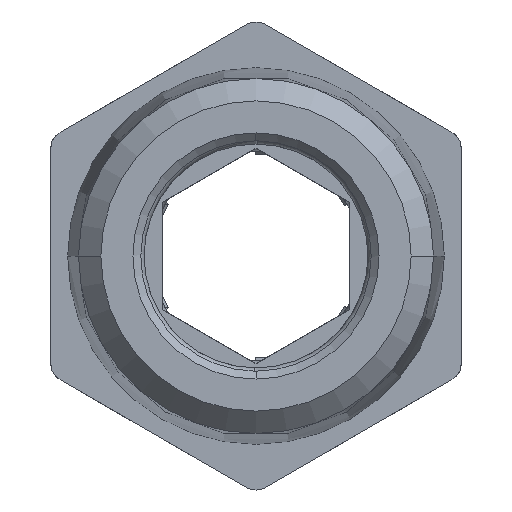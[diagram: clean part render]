
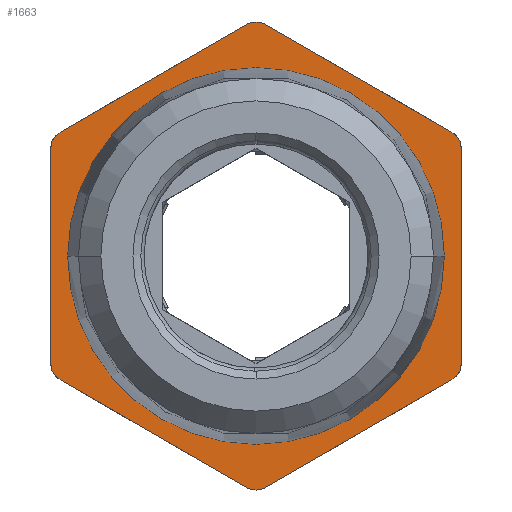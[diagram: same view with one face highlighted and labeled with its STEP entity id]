
A CAD part, front view. The second image highlights one B-rep face of the part: STEP entity #1663.
In plain terms, the highlighted planar face has unit normal (0, -1, 0).
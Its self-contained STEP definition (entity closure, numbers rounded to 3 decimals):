
#1663=ADVANCED_FACE('',(#3592,#3593),#3594,.F.);
#3592=FACE_OUTER_BOUND('',#6969,.T.);
#3593=FACE_BOUND('',#6970,.T.);
#3594=PLANE('',#6971);
#6969=EDGE_LOOP('',(#12343,#12344,#12345,#12346,#12347,#12348,#12349,#12350,#12351,#12352,#12353,#12354));
#6970=EDGE_LOOP('',(#12355,#12356));
#6971=AXIS2_PLACEMENT_3D('',#12357,#12358,#12359);
#12343=ORIENTED_EDGE('',*,*,#15613,.T.);
#12344=ORIENTED_EDGE('',*,*,#14868,.F.);
#12345=ORIENTED_EDGE('',*,*,#15387,.T.);
#12346=ORIENTED_EDGE('',*,*,#16793,.F.);
#12347=ORIENTED_EDGE('',*,*,#16794,.T.);
#12348=ORIENTED_EDGE('',*,*,#16795,.F.);
#12349=ORIENTED_EDGE('',*,*,#16796,.T.);
#12350=ORIENTED_EDGE('',*,*,#15622,.F.);
#12351=ORIENTED_EDGE('',*,*,#15128,.T.);
#12352=ORIENTED_EDGE('',*,*,#16692,.F.);
#12353=ORIENTED_EDGE('',*,*,#16797,.T.);
#12354=ORIENTED_EDGE('',*,*,#14827,.F.);
#12355=ORIENTED_EDGE('',*,*,#16798,.F.);
#12356=ORIENTED_EDGE('',*,*,#16799,.F.);
#12357=CARTESIAN_POINT('',(0.0,0.0,0.0));
#12358=DIRECTION('',(0.0,1.0,0.0));
#12359=DIRECTION('',(1.0,0.0,-0.0));
#14827=EDGE_CURVE('',#17475,#17477,#17478,.T.);
#14868=EDGE_CURVE('',#17548,#17544,#17550,.T.);
#15128=EDGE_CURVE('',#18017,#18018,#18019,.T.);
#15387=EDGE_CURVE('',#17548,#18462,#18463,.T.);
#15613=EDGE_CURVE('',#17475,#17544,#18827,.T.);
#15622=EDGE_CURVE('',#18017,#18841,#18842,.T.);
#16692=EDGE_CURVE('',#20395,#18018,#20397,.T.);
#16793=EDGE_CURVE('',#20523,#18462,#20524,.T.);
#16794=EDGE_CURVE('',#20523,#20525,#20526,.T.);
#16795=EDGE_CURVE('',#20527,#20525,#20528,.T.);
#16796=EDGE_CURVE('',#20527,#18841,#20529,.T.);
#16797=EDGE_CURVE('',#20395,#17477,#20530,.T.);
#16798=EDGE_CURVE('',#20531,#20532,#20533,.T.);
#16799=EDGE_CURVE('',#20532,#20531,#20534,.T.);
#17475=VERTEX_POINT('',#21326);
#17477=VERTEX_POINT('',#21329);
#17478=LINE('',#21330,#21331);
#17544=VERTEX_POINT('',#21431);
#17548=VERTEX_POINT('',#21445);
#17550=LINE('',#21448,#21449);
#18017=VERTEX_POINT('',#22098);
#18018=VERTEX_POINT('',#22099);
#18019=CIRCLE('',#22100,0.5);
#18462=VERTEX_POINT('',#22849);
#18463=CIRCLE('',#22850,0.5);
#18827=CIRCLE('',#23442,0.5);
#18841=VERTEX_POINT('',#23478);
#18842=LINE('',#23479,#23480);
#20395=VERTEX_POINT('',#26244);
#20397=LINE('',#26247,#26248);
#20523=VERTEX_POINT('',#26538);
#20524=LINE('',#26539,#26540);
#20525=VERTEX_POINT('',#26541);
#20526=CIRCLE('',#26542,0.5);
#20527=VERTEX_POINT('',#26543);
#20528=LINE('',#26544,#26545);
#20529=CIRCLE('',#26546,0.5);
#20530=CIRCLE('',#26547,0.5);
#20531=VERTEX_POINT('',#26548);
#20532=VERTEX_POINT('',#26549);
#20533=CIRCLE('',#26550,5.048);
#20534=CIRCLE('',#26551,5.048);
#21326=CARTESIAN_POINT('',(-0.25,0.0,-6.207));
#21329=CARTESIAN_POINT('',(-5.25,0.0,-3.32));
#21330=CARTESIAN_POINT('',(-0.25,0.0,-6.207));
#21331=VECTOR('',#27687,5.774);
#21431=CARTESIAN_POINT('',(0.25,0.0,-6.207));
#21445=CARTESIAN_POINT('',(5.25,0.0,-3.32));
#21448=CARTESIAN_POINT('',(5.25,0.0,-3.32));
#21449=VECTOR('',#27739,5.774);
#22098=CARTESIAN_POINT('',(-5.25,0.0,3.32));
#22099=CARTESIAN_POINT('',(-5.5,0.0,2.887));
#22100=AXIS2_PLACEMENT_3D('',#28060,#28061,#28062);
#22849=CARTESIAN_POINT('',(5.5,0.0,-2.887));
#22850=AXIS2_PLACEMENT_3D('',#28356,#28357,#28358);
#23442=AXIS2_PLACEMENT_3D('',#28634,#28635,#28636);
#23478=CARTESIAN_POINT('',(-0.25,0.0,6.207));
#23479=CARTESIAN_POINT('',(-5.25,0.0,3.32));
#23480=VECTOR('',#28641,5.774);
#26244=CARTESIAN_POINT('',(-5.5,0.0,-2.887));
#26247=CARTESIAN_POINT('',(-5.5,0.0,-2.887));
#26248=VECTOR('',#29881,5.774);
#26538=CARTESIAN_POINT('',(5.5,0.0,2.887));
#26539=CARTESIAN_POINT('',(5.5,0.0,2.887));
#26540=VECTOR('',#29963,5.774);
#26541=CARTESIAN_POINT('',(5.25,0.0,3.32));
#26542=AXIS2_PLACEMENT_3D('',#29964,#29965,#29966);
#26543=CARTESIAN_POINT('',(0.25,0.0,6.207));
#26544=CARTESIAN_POINT('',(0.25,0.0,6.207));
#26545=VECTOR('',#29967,5.774);
#26546=AXIS2_PLACEMENT_3D('',#29968,#29969,#29970);
#26547=AXIS2_PLACEMENT_3D('',#29971,#29972,#29973);
#26548=CARTESIAN_POINT('',(-5.048,0.0,0.0));
#26549=CARTESIAN_POINT('',(5.048,0.,0.));
#26550=AXIS2_PLACEMENT_3D('',#29974,#29975,#29976);
#26551=AXIS2_PLACEMENT_3D('',#29977,#29978,#29979);
#27687=DIRECTION('',(-0.866,0.0,0.5));
#27739=DIRECTION('',(-0.866,0.0,-0.5));
#28060=CARTESIAN_POINT('',(-5.0,0.0,2.887));
#28061=DIRECTION('',(0.0,-1.0,0.0));
#28062=DIRECTION('',(-0.5,0.0,0.866));
#28356=CARTESIAN_POINT('',(5.0,0.0,-2.887));
#28357=DIRECTION('',(0.0,-1.0,0.0));
#28358=DIRECTION('',(0.5,0.0,-0.866));
#28634=CARTESIAN_POINT('',(0.0,0.0,-5.774));
#28635=DIRECTION('',(0.0,-1.0,-0.0));
#28636=DIRECTION('',(-0.5,0.0,-0.866));
#28641=DIRECTION('',(0.866,0.0,0.5));
#29881=DIRECTION('',(0.0,0.0,1.0));
#29963=DIRECTION('',(0.0,0.0,-1.0));
#29964=CARTESIAN_POINT('',(5.0,0.0,2.887));
#29965=DIRECTION('',(0.0,-1.0,0.0));
#29966=DIRECTION('',(1.0,0.0,0.0));
#29967=DIRECTION('',(0.866,0.0,-0.5));
#29968=CARTESIAN_POINT('',(0.0,0.0,5.774));
#29969=DIRECTION('',(0.0,-1.0,0.0));
#29970=DIRECTION('',(0.5,0.0,0.866));
#29971=CARTESIAN_POINT('',(-5.0,0.0,-2.887));
#29972=DIRECTION('',(0.0,-1.0,0.0));
#29973=DIRECTION('',(-1.0,0.0,0.0));
#29974=CARTESIAN_POINT('',(0.0,0.,0.0));
#29975=DIRECTION('',(0.0,-1.0,0.0));
#29976=DIRECTION('',(1.0,0.0,0.0));
#29977=CARTESIAN_POINT('',(0.0,0.,0.0));
#29978=DIRECTION('',(0.0,-1.0,0.0));
#29979=DIRECTION('',(1.0,0.0,0.0));
